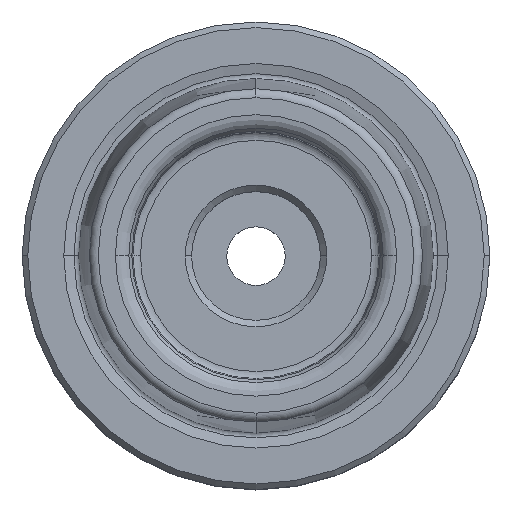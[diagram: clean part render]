
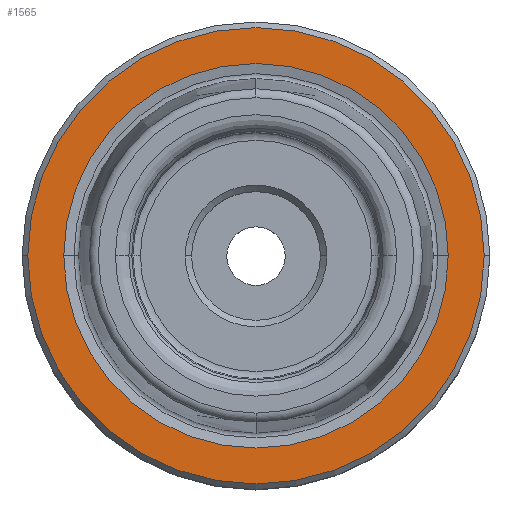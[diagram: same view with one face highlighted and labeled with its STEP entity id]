
A CAD part, top view. The second image highlights one B-rep face of the part: STEP entity #1565.
In plain terms, the highlighted planar face has unit normal (0, 0, 1).
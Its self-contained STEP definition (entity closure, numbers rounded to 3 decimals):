
#1069=EDGE_CURVE('NONE',#1407,#1903,#2523,.T.);
#1189=EDGE_CURVE('NONE',#2075,#2043,#2658,.T.);
#1407=VERTEX_POINT('NONE',#2908);
#1565=ADVANCED_FACE('NONE',(#3082,#3083),#3084,.F.);
#1597=EDGE_CURVE('NONE',#2043,#2075,#3122,.T.);
#1599=EDGE_CURVE('NONE',#1903,#1407,#3124,.T.);
#1903=VERTEX_POINT('NONE',#3468);
#2043=VERTEX_POINT('NONE',#3617);
#2075=VERTEX_POINT('NONE',#3649);
#2523=CIRCLE('',#4229,16.426);
#2658=CIRCLE('',#4415,19.495);
#2908=CARTESIAN_POINT('',(16.426,0.0,0.));
#3082=FACE_OUTER_BOUND('',#5096,.T.);
#3083=FACE_BOUND('',#5097,.T.);
#3084=PLANE('',#5098);
#3122=CIRCLE('',#5143,19.495);
#3124=CIRCLE('',#5146,16.426);
#3468=CARTESIAN_POINT('',(-16.426,0.,0.));
#3617=CARTESIAN_POINT('',(-19.495,0.0,0.));
#3649=CARTESIAN_POINT('',(19.495,0.,0.));
#4229=AXIS2_PLACEMENT_3D('',#6463,#6464,#6465);
#4415=AXIS2_PLACEMENT_3D('',#6630,#6631,#6632);
#5096=EDGE_LOOP('',(#7192,#7193));
#5097=EDGE_LOOP('',(#7194,#7195));
#5098=AXIS2_PLACEMENT_3D('',#7196,#7197,#7198);
#5143=AXIS2_PLACEMENT_3D('',#7260,#7261,#7262);
#5146=AXIS2_PLACEMENT_3D('',#7263,#7264,#7265);
#6463=CARTESIAN_POINT('',(0.,0.,0.));
#6464=DIRECTION('',(0.0,0.0,1.0));
#6465=DIRECTION('',(0.0,-1.0,0.0));
#6630=CARTESIAN_POINT('',(0.,0.,0.));
#6631=DIRECTION('',(0.0,0.0,1.0));
#6632=DIRECTION('',(0.0,-1.0,0.0));
#7192=ORIENTED_EDGE('',*,*,#1597,.T.);
#7193=ORIENTED_EDGE('',*,*,#1189,.T.);
#7194=ORIENTED_EDGE('',*,*,#1069,.F.);
#7195=ORIENTED_EDGE('',*,*,#1599,.F.);
#7196=CARTESIAN_POINT('',(-15.679,0.0,0.));
#7197=DIRECTION('',(0.0,0.0,-1.0));
#7198=DIRECTION('',(-1.0,0.0,0.0));
#7260=CARTESIAN_POINT('',(0.,0.,0.));
#7261=DIRECTION('',(0.0,0.0,1.0));
#7262=DIRECTION('',(0.0,-1.0,0.0));
#7263=CARTESIAN_POINT('',(0.,0.,0.));
#7264=DIRECTION('',(0.0,0.0,1.0));
#7265=DIRECTION('',(0.0,-1.0,0.0));
